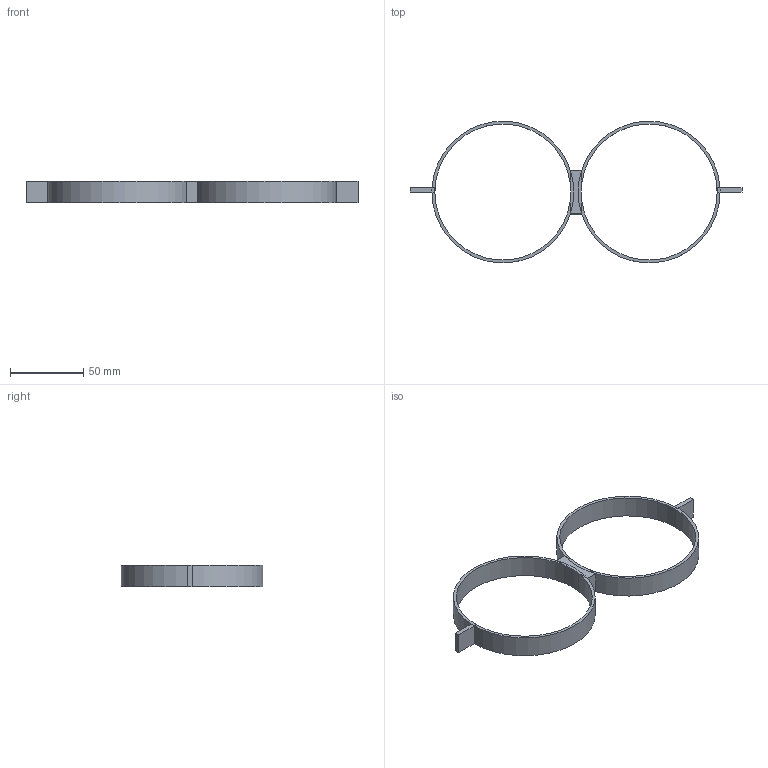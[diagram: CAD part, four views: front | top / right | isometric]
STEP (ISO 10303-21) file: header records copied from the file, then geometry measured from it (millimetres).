
FILE_DESCRIPTION(('FreeCAD Model'),'2;1');
FILE_NAME('plates_middle.step','2022-01-21T14:00:18',('Author'),(''), 'Open CASCADE STEP processor 6.9','FreeCAD','Unknown');
FILE_SCHEMA(('AUTOMOTIVE_DESIGN { 1 0 10303 214 1 1 1 1 }'));
Length unit declared in the file: millimetre
Products named in the file (1): Fusion001
Bounding box: 227 x 96.81 x 15 mm (x, y, z)
Volume: 21316.1 mm3; surface area: 20969.6 mm2
Topology: 1 solids, 1 shells, 41 faces, 95 edges, 52 vertices
Faces by surface type: plane 30, cylinder 11
Entity records: 2375 total; most frequent: CARTESIAN_POINT 397, DIRECTION 383, LINE 193, VECTOR 193, ORIENTED_EDGE 190, PCURVE 190, DEFINITIONAL_REPRESENTATION 190, EDGE_CURVE 95
